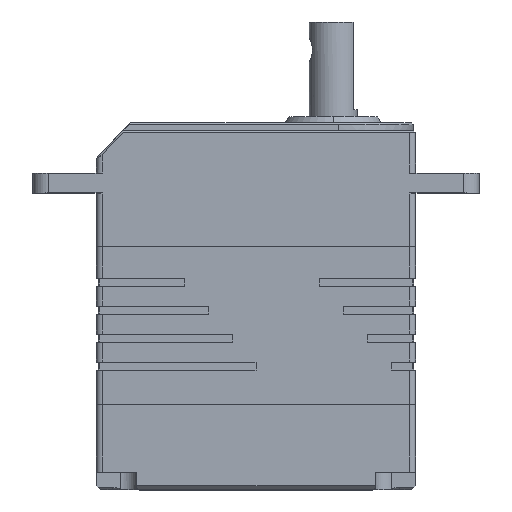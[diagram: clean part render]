
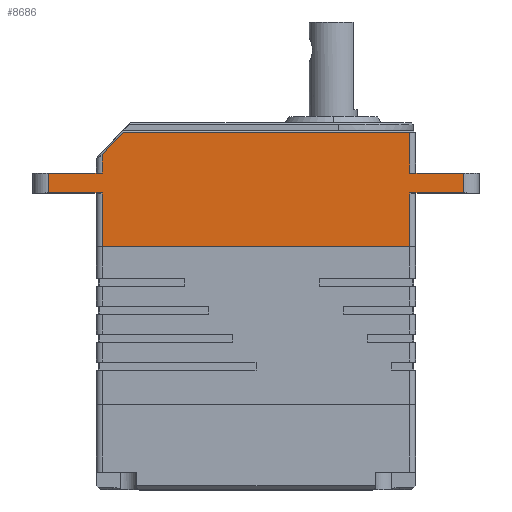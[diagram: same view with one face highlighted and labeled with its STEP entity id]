
A CAD part, top view. The second image highlights one B-rep face of the part: STEP entity #8686.
In plain terms, the highlighted face is planar.
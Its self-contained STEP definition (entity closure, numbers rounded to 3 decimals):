
#232 = VECTOR ( 'NONE', #1901, 1000. ) ;
#455 = FACE_OUTER_BOUND ( 'NONE', #7667, .T. ) ;
#700 = EDGE_CURVE ( 'NONE', #9211, #6890, #10350, .T. ) ;
#927 = ORIENTED_EDGE ( 'NONE', *, *, #700, .T. ) ;
#1249 = CARTESIAN_POINT ( 'NONE',  ( -18.392, 10., -16.497 ) ) ;
#1305 = LINE ( 'NONE', #5061, #11179 ) ;
#1496 = LINE ( 'NONE', #7692, #7657 ) ;
#1663 = CARTESIAN_POINT ( 'NONE',  ( 19.3, 10., -10.8 ) ) ;
#1801 = EDGE_CURVE ( 'NONE', #9222, #8510, #4666, .T. ) ;
#1901 = DIRECTION ( 'NONE',  ( 0., 0., 1. ) ) ;
#1913 = DIRECTION ( 'NONE',  ( 1., 0., 0. ) ) ;
#1934 = VECTOR ( 'NONE', #12545, 1000. ) ;
#2045 = DIRECTION ( 'NONE',  ( 0., 0., -1. ) ) ;
#2327 = EDGE_CURVE ( 'NONE', #7248, #6910, #1305, .T. ) ;
#2351 = VECTOR ( 'NONE', #3382, 1000. ) ;
#2448 = VERTEX_POINT ( 'NONE', #15240 ) ;
#2670 = DIRECTION ( 'NONE',  ( -1., 0., 0. ) ) ;
#2741 = DIRECTION ( 'NONE',  ( 0., 0., -1. ) ) ;
#2933 = ORIENTED_EDGE ( 'NONE', *, *, #9958, .F. ) ;
#3030 = CARTESIAN_POINT ( 'NONE',  ( -19.3, 10., -14.686 ) ) ;
#3374 = VECTOR ( 'NONE', #2045, 1000. ) ;
#3382 = DIRECTION ( 'NONE',  ( 0., 0., 1. ) ) ;
#3458 = AXIS2_PLACEMENT_3D ( 'NONE', #9074, #6567, #2741 ) ;
#3459 = LINE ( 'NONE', #7378, #2351 ) ;
#3938 = CARTESIAN_POINT ( 'NONE',  ( -16.576, 10., -18.35 ) ) ;
#4357 = LINE ( 'NONE', #9307, #12788 ) ;
#4378 = EDGE_CURVE ( 'NONE', #4548, #12041, #3459, .T. ) ;
#4548 = VERTEX_POINT ( 'NONE', #13897 ) ;
#4607 = ORIENTED_EDGE ( 'NONE', *, *, #14741, .F. ) ;
#4611 = EDGE_CURVE ( 'NONE', #5235, #11146, #13826, .T. ) ;
#4617 = ORIENTED_EDGE ( 'NONE', *, *, #4611, .T. ) ;
#4666 = LINE ( 'NONE', #13215, #3374 ) ;
#5025 = CARTESIAN_POINT ( 'NONE',  ( -19.3, 10., -13.8 ) ) ;
#5061 = CARTESIAN_POINT ( 'NONE',  ( 26., 10., -13.3 ) ) ;
#5178 = DIRECTION ( 'NONE',  ( 0., 0., -1. ) ) ;
#5235 = VERTEX_POINT ( 'NONE', #7158 ) ;
#5282 = ORIENTED_EDGE ( 'NONE', *, *, #2327, .F. ) ;
#6122 = EDGE_CURVE ( 'NONE', #12237, #9211, #13045, .T. ) ;
#6373 = CARTESIAN_POINT ( 'NONE',  ( -26., 10., -13.3 ) ) ;
#6396 = CARTESIAN_POINT ( 'NONE',  ( 19.3, 10., -4.1 ) ) ;
#6398 = LINE ( 'NONE', #5025, #1934 ) ;
#6567 = DIRECTION ( 'NONE',  ( 0., -1., 0. ) ) ;
#6616 = CARTESIAN_POINT ( 'NONE',  ( -19.3, 10., -13.8 ) ) ;
#6890 = VERTEX_POINT ( 'NONE', #6616 ) ;
#6910 = VERTEX_POINT ( 'NONE', #10503 ) ;
#6970 = EDGE_CURVE ( 'NONE', #2448, #9222, #9363, .T. ) ;
#7158 = CARTESIAN_POINT ( 'NONE',  ( 19.3, 10., -4.1 ) ) ;
#7248 = VERTEX_POINT ( 'NONE', #7429 ) ;
#7378 = CARTESIAN_POINT ( 'NONE',  ( 19.3, 10., -18.35 ) ) ;
#7411 = ORIENTED_EDGE ( 'NONE', *, *, #6970, .F. ) ;
#7429 = CARTESIAN_POINT ( 'NONE',  ( 26., 10., -13.3 ) ) ;
#7657 = VECTOR ( 'NONE', #10035, 1000. ) ;
#7667 = EDGE_LOOP ( 'NONE', ( #9492, #14248, #8048, #927, #7889, #4607, #10666, #7411, #10292, #10007, #4617, #2933, #5282, #15716 ) ) ;
#7692 = CARTESIAN_POINT ( 'NONE',  ( 19.3, 10., -18.35 ) ) ;
#7889 = ORIENTED_EDGE ( 'NONE', *, *, #11971, .T. ) ;
#8048 = ORIENTED_EDGE ( 'NONE', *, *, #6122, .T. ) ;
#8128 = DIRECTION ( 'NONE',  ( -1., 0., 0. ) ) ;
#8140 = EDGE_CURVE ( 'NONE', #4548, #12237, #1496, .T. ) ;
#8198 = EDGE_CURVE ( 'NONE', #12041, #7248, #12539, .T. ) ;
#8364 = CARTESIAN_POINT ( 'NONE',  ( -19.3, 10., -13.3 ) ) ;
#8510 = VERTEX_POINT ( 'NONE', #6373 ) ;
#8579 = LINE ( 'NONE', #11093, #13427 ) ;
#8686 = ADVANCED_FACE ( 'NONE', ( #455 ), #13912, .F. ) ;
#8901 = CARTESIAN_POINT ( 'NONE',  ( -17.484, 10., -17.424 ) ) ;
#9074 = CARTESIAN_POINT ( 'NONE',  ( -28.6, 10., -3.388 ) ) ;
#9211 = VERTEX_POINT ( 'NONE', #9874 ) ;
#9222 = VERTEX_POINT ( 'NONE', #13572 ) ;
#9307 = CARTESIAN_POINT ( 'NONE',  ( -26., 10., -13.3 ) ) ;
#9363 = LINE ( 'NONE', #14355, #15194 ) ;
#9492 = ORIENTED_EDGE ( 'NONE', *, *, #4378, .F. ) ;
#9501 = CARTESIAN_POINT ( 'NONE',  ( 26., 10., -10.8 ) ) ;
#9509 = VECTOR ( 'NONE', #2670, 1000. ) ;
#9516 = CARTESIAN_POINT ( 'NONE',  ( -16.576, 10., -18.35 ) ) ;
#9874 = CARTESIAN_POINT ( 'NONE',  ( -19.3, 10., -15.571 ) ) ;
#9958 = EDGE_CURVE ( 'NONE', #6910, #11146, #10566, .T. ) ;
#10007 = ORIENTED_EDGE ( 'NONE', *, *, #11054, .F. ) ;
#10035 = DIRECTION ( 'NONE',  ( -1., 0., 0. ) ) ;
#10196 = CARTESIAN_POINT ( 'NONE',  ( 19.3, 10., -13.3 ) ) ;
#10292 = ORIENTED_EDGE ( 'NONE', *, *, #11315, .T. ) ;
#10350 = LINE ( 'NONE', #3030, #232 ) ;
#10503 = CARTESIAN_POINT ( 'NONE',  ( 26., 10., -10.8 ) ) ;
#10566 = LINE ( 'NONE', #9501, #10761 ) ;
#10666 = ORIENTED_EDGE ( 'NONE', *, *, #1801, .F. ) ;
#10761 = VECTOR ( 'NONE', #8128, 1000. ) ;
#10863 = CARTESIAN_POINT ( 'NONE',  ( -19.3, 10., -4.1 ) ) ;
#10898 = DIRECTION ( 'NONE',  ( 0., 0., 1. ) ) ;
#11054 = EDGE_CURVE ( 'NONE', #5235, #11936, #13921, .T. ) ;
#11093 = CARTESIAN_POINT ( 'NONE',  ( -19.3, 10., -10.8 ) ) ;
#11146 = VERTEX_POINT ( 'NONE', #1663 ) ;
#11179 = VECTOR ( 'NONE', #10898, 1000. ) ;
#11315 = EDGE_CURVE ( 'NONE', #2448, #11936, #8579, .T. ) ;
#11433 = DIRECTION ( 'NONE',  ( 1., 0., 0. ) ) ;
#11611 = CARTESIAN_POINT ( 'NONE',  ( 19.3, 10., -4.1 ) ) ;
#11817 = VECTOR ( 'NONE', #11433, 1000. ) ;
#11936 = VERTEX_POINT ( 'NONE', #10863 ) ;
#11971 = EDGE_CURVE ( 'NONE', #6890, #14763, #6398, .T. ) ;
#12041 = VERTEX_POINT ( 'NONE', #12615 ) ;
#12193 = DIRECTION ( 'NONE',  ( 0., 0., 1. ) ) ;
#12237 = VERTEX_POINT ( 'NONE', #9516 ) ;
#12276 = VECTOR ( 'NONE', #5178, 1000. ) ;
#12539 = LINE ( 'NONE', #10196, #11817 ) ;
#12545 = DIRECTION ( 'NONE',  ( 0., 0., 1. ) ) ;
#12596 = CARTESIAN_POINT ( 'NONE',  ( -19.3, 10., -15.571 ) ) ;
#12615 = CARTESIAN_POINT ( 'NONE',  ( 19.3, 10., -13.3 ) ) ;
#12788 = VECTOR ( 'NONE', #1913, 1000. ) ;
#12893 = DIRECTION ( 'NONE',  ( -1., 0., 0. ) ) ;
#13045 = B_SPLINE_CURVE_WITH_KNOTS ( 'NONE', 3,
 ( #3938, #8901, #1249, #12596 ),
 .UNSPECIFIED., .F., .F.,
 ( 4, 4 ),
 ( 0., 1. ),
 .UNSPECIFIED. ) ;
#13215 = CARTESIAN_POINT ( 'NONE',  ( -26., 10., -10.8 ) ) ;
#13427 = VECTOR ( 'NONE', #12193, 1000. ) ;
#13572 = CARTESIAN_POINT ( 'NONE',  ( -26., 10., -10.8 ) ) ;
#13826 = LINE ( 'NONE', #6396, #12276 ) ;
#13897 = CARTESIAN_POINT ( 'NONE',  ( 19.3, 10., -18.35 ) ) ;
#13912 = PLANE ( 'NONE',  #3458 ) ;
#13921 = LINE ( 'NONE', #11611, #9509 ) ;
#14248 = ORIENTED_EDGE ( 'NONE', *, *, #8140, .T. ) ;
#14355 = CARTESIAN_POINT ( 'NONE',  ( -19.3, 10., -10.8 ) ) ;
#14741 = EDGE_CURVE ( 'NONE', #8510, #14763, #4357, .T. ) ;
#14763 = VERTEX_POINT ( 'NONE', #8364 ) ;
#15194 = VECTOR ( 'NONE', #12893, 1000. ) ;
#15240 = CARTESIAN_POINT ( 'NONE',  ( -19.3, 10., -10.8 ) ) ;
#15716 = ORIENTED_EDGE ( 'NONE', *, *, #8198, .F. ) ;
